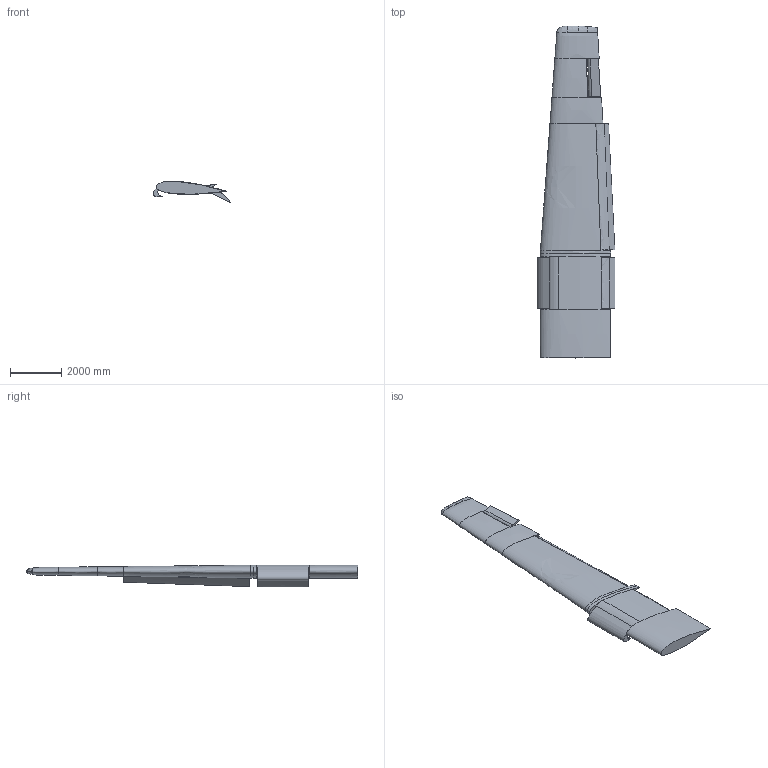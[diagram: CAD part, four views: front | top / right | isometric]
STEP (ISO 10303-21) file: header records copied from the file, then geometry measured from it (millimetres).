
FILE_DESCRIPTION(('Open CASCADE Model'),'2;1');
FILE_NAME('Open CASCADE Shape Model','2019-03-20T17:56:48',('Author'),( 'Open CASCADE'),'Open CASCADE STEP processor 7.3','Open CASCADE 7.3' ,'Unknown');
FILE_SCHEMA(('AUTOMOTIVE_DESIGN { 1 0 10303 214 1 1 1 1 }'));
Length unit declared in the file: millimetre
Products named in the file (6): Open CASCADE STEP translator 7.3 1; Open CASCADE STEP translator 7.3 1.1; Open CASCADE STEP translator 7.3 1.2; Open CASCADE STEP translator 7.3 1.3; Open CASCADE STEP translator 7.3 1.4; Open CASCADE STEP translator 7.3 1.5
Assembly tree (5 placements, depth 2):
  Open CASCADE STEP translator 7.3 1
    Open CASCADE STEP translator 7.3 1.1
    Open CASCADE STEP translator 7.3 1.2
    Open CASCADE STEP translator 7.3 1.3
    Open CASCADE STEP translator 7.3 1.4
    Open CASCADE STEP translator 7.3 1.5
Bounding box: 3039.61 x 12957.88 x 844.48 mm (x, y, z)
Volume: 8133699278.8 mm3; surface area: 74923194.5 mm2
Topology: 5 solids, 5 shells, 78 faces, 170 edges, 102 vertices
Faces by surface type: bspline 51, plane 27
Entity records: 14771 total; most frequent: CARTESIAN_POINT 11863, ORIENTED_EDGE 340, PCURVE 340, DEFINITIONAL_REPRESENTATION 340, DIRECTION 298, B_SPLINE_CURVE_WITH_KNOTS 262, LINE 232, VECTOR 232
